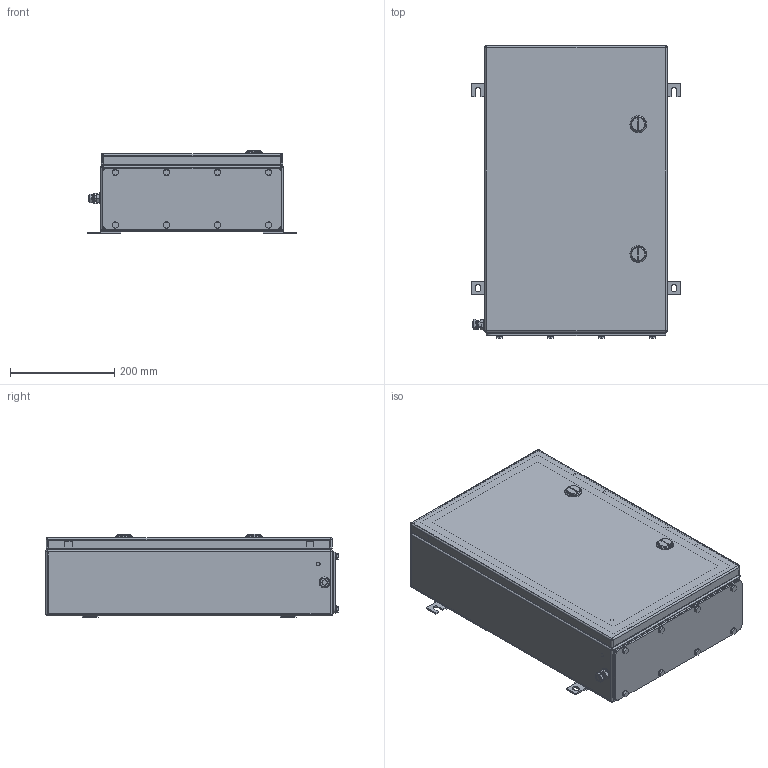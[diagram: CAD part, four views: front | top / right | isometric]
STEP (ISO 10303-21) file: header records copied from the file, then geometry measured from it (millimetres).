
FILE_DESCRIPTION(('CATIA V5 STEP Exchange','CAx-IF Rec.Pracs.--- Model Styling and Organization---1.4--- 2014-01-23'),'2;1');
FILE_NAME ('008828-6_3_1200560000_1200560000.stp','2019-09-23T08:49:10+00:00',('none'),('Weidmueller'),'CATIA Version 5-6 Release 2016 SP3 HF44','CATIA V5 STEP AP214','none');
FILE_SCHEMA(('AUTOMOTIVE_DESIGN { 1 0 10303 214 1 1 1 1 }'));
Length unit declared in the file: millimetre
Products named in the file (1): 1200560000
Bounding box: 401 x 561 x 159.8 mm (x, y, z)
Volume: 1399429.4 mm3; surface area: 1643105.6 mm2
Topology: 64 solids, 66 shells, 1319 faces, 3048 edges, 1898 vertices
Faces by surface type: plane 607, cylinder 522, cone 136, sphere 24, torus 22, bspline 8
Entity records: 35601 total; most frequent: CARTESIAN_POINT 7383, ORIENTED_EDGE 5984, DIRECTION 4795, EDGE_CURVE 2992, AXIS2_PLACEMENT_3D 2077, VERTEX_POINT 1898, VECTOR 1712, LINE 1712
